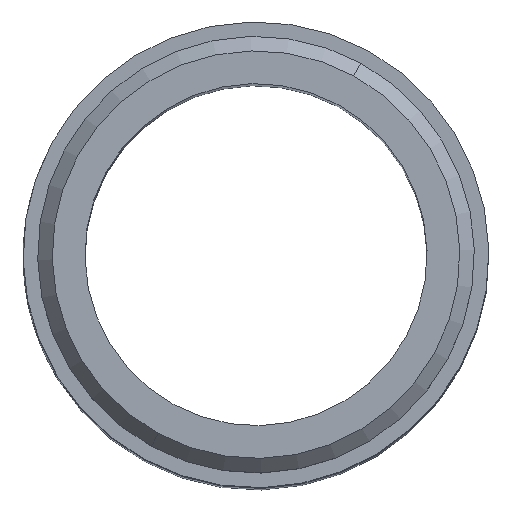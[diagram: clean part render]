
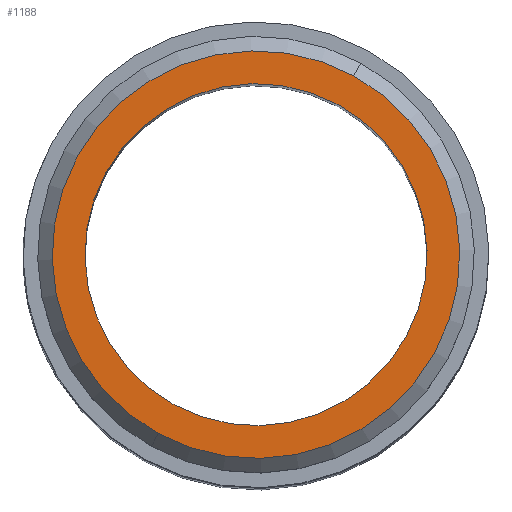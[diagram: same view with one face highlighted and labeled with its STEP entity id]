
A CAD part, top view. The second image highlights one B-rep face of the part: STEP entity #1188.
In plain terms, the highlighted planar face has unit normal (0, 0, 1).
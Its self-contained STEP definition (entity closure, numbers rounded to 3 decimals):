
#103=CARTESIAN_POINT('Vertex',(-5.633,-10.312,232.)) ;
#106=CARTESIAN_POINT('Axis2P3D Location',(0.,0.,232.)) ;
#110=CARTESIAN_POINT('Vertex',(5.633,10.312,232.)) ;
#1063=CARTESIAN_POINT('Vertex',(6.712,12.286,232.)) ;
#1066=CARTESIAN_POINT('Axis2P3D Location',(0.,0.,232.)) ;
#1070=CARTESIAN_POINT('Vertex',(-6.712,-12.286,232.)) ;
#1090=CARTESIAN_POINT('Axis2P3D Location',(0.,0.,232.)) ;
#1170=CARTESIAN_POINT('Axis2P3D Location',(0.,15.,232.)) ;
#1179=CARTESIAN_POINT('Axis2P3D Location',(0.,0.,232.)) ;
#107=DIRECTION('Axis2P3D Direction',(0.,0.,-1.)) ;
#1067=DIRECTION('Axis2P3D Direction',(0.,0.,-1.)) ;
#1091=DIRECTION('Axis2P3D Direction',(0.,0.,-1.)) ;
#1171=DIRECTION('Axis2P3D Direction',(0.,0.,-1.)) ;
#1172=DIRECTION('Axis2P3D XDirection',(1.,0.,0.)) ;
#1180=DIRECTION('Axis2P3D Direction',(0.,0.,-1.)) ;
#108=AXIS2_PLACEMENT_3D('Circle Axis2P3D',#106,#107,$) ;
#1068=AXIS2_PLACEMENT_3D('Circle Axis2P3D',#1066,#1067,$) ;
#1092=AXIS2_PLACEMENT_3D('Circle Axis2P3D',#1090,#1091,$) ;
#1173=AXIS2_PLACEMENT_3D('Plane Axis2P3D',#1170,#1171,#1172) ;
#1181=AXIS2_PLACEMENT_3D('Circle Axis2P3D',#1179,#1180,$) ;
#1176=ORIENTED_EDGE('',*,*,#1072,.F.) ;
#1177=ORIENTED_EDGE('',*,*,#1094,.F.) ;
#1185=ORIENTED_EDGE('',*,*,#1183,.T.) ;
#1186=ORIENTED_EDGE('',*,*,#112,.T.) ;
#1187=FACE_BOUND('',#1184,.T.) ;
#1188=ADVANCED_FACE('Corps principal',(#1178,#1187),#1174,.F.) ;
#109=CIRCLE('generated circle',#108,11.75) ;
#1069=CIRCLE('generated circle',#1068,14.) ;
#1093=CIRCLE('generated circle',#1092,14.) ;
#1182=CIRCLE('generated circle',#1181,11.75) ;
#112=EDGE_CURVE('',#111,#104,#109,.T.) ;
#1072=EDGE_CURVE('',#1064,#1071,#1069,.T.) ;
#1094=EDGE_CURVE('',#1071,#1064,#1093,.T.) ;
#1183=EDGE_CURVE('',#104,#111,#1182,.T.) ;
#1175=EDGE_LOOP('',(#1176,#1177)) ;
#1184=EDGE_LOOP('',(#1185,#1186)) ;
#1178=FACE_OUTER_BOUND('',#1175,.T.) ;
#1174=PLANE('Plane',#1173) ;
#104=VERTEX_POINT('',#103) ;
#111=VERTEX_POINT('',#110) ;
#1064=VERTEX_POINT('',#1063) ;
#1071=VERTEX_POINT('',#1070) ;
